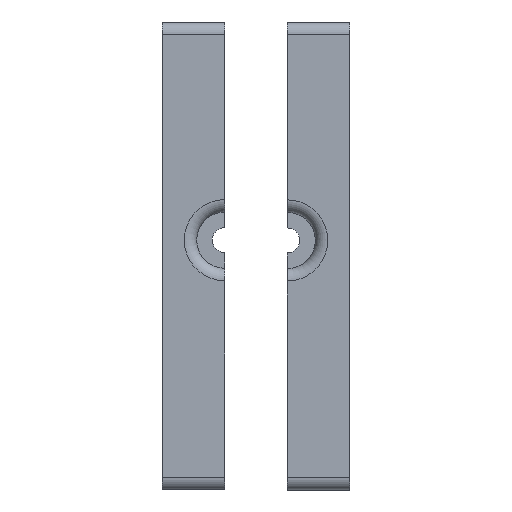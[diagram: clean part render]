
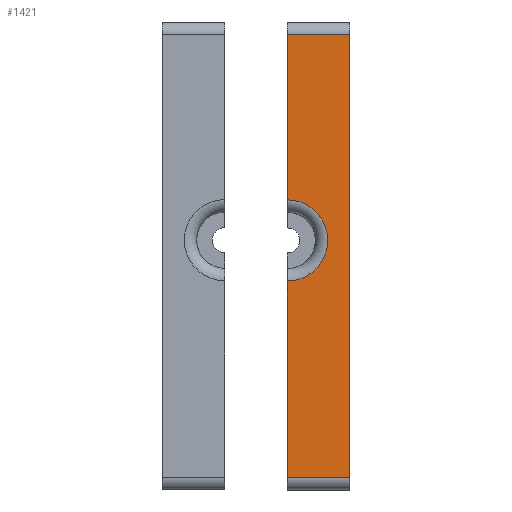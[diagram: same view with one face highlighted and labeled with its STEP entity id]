
A CAD part, left-side view. The second image highlights one B-rep face of the part: STEP entity #1421.
In plain terms, the highlighted planar face has unit normal (-1, 0, 0).
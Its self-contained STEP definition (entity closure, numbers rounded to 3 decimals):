
#77=LINE('',#2118,#221);
#79=LINE('',#2131,#223);
#80=LINE('',#2133,#224);
#81=LINE('',#2135,#225);
#82=LINE('',#2136,#226);
#221=VECTOR('',#1682,10.);
#223=VECTOR('',#1696,10.);
#224=VECTOR('',#1697,10.);
#225=VECTOR('',#1698,10.);
#226=VECTOR('',#1699,10.);
#359=PLANE('',#1525);
#406=FACE_OUTER_BOUND('',#486,.T.);
#486=EDGE_LOOP('',(#1020,#1021,#1022,#1023,#1024,#1025));
#581=CIRCLE('',#1512,3.25);
#647=VERTEX_POINT('',#2088);
#648=VERTEX_POINT('',#2090);
#660=VERTEX_POINT('',#2116);
#665=VERTEX_POINT('',#2130);
#666=VERTEX_POINT('',#2132);
#667=VERTEX_POINT('',#2134);
#787=EDGE_CURVE('',#647,#648,#581,.T.);
#801=EDGE_CURVE('',#660,#647,#77,.T.);
#807=EDGE_CURVE('',#665,#660,#79,.T.);
#808=EDGE_CURVE('',#666,#665,#80,.T.);
#809=EDGE_CURVE('',#667,#666,#81,.T.);
#810=EDGE_CURVE('',#648,#667,#82,.T.);
#1020=ORIENTED_EDGE('',*,*,#787,.F.);
#1021=ORIENTED_EDGE('',*,*,#801,.F.);
#1022=ORIENTED_EDGE('',*,*,#807,.F.);
#1023=ORIENTED_EDGE('',*,*,#808,.F.);
#1024=ORIENTED_EDGE('',*,*,#809,.F.);
#1025=ORIENTED_EDGE('',*,*,#810,.F.);
#1421=ADVANCED_FACE('',(#406),#359,.T.);
#1512=AXIS2_PLACEMENT_3D('',#2091,#1659,#1660);
#1525=AXIS2_PLACEMENT_3D('',#2129,#1694,#1695);
#1659=DIRECTION('center_axis',(-1.,0.,0.));
#1660=DIRECTION('ref_axis',(0.,-1.,0.));
#1682=DIRECTION('',(0.,0.,1.));
#1694=DIRECTION('center_axis',(-1.,0.,0.));
#1695=DIRECTION('ref_axis',(0.,0.,1.));
#1696=DIRECTION('',(0.,1.,0.));
#1697=DIRECTION('',(0.,0.,-1.));
#1698=DIRECTION('',(0.,-1.,0.));
#1699=DIRECTION('',(0.,0.,1.));
#2088=CARTESIAN_POINT('',(0.,5.,16.75));
#2090=CARTESIAN_POINT('',(0.,5.,23.25));
#2091=CARTESIAN_POINT('Origin',(0.,5.,20.));
#2116=CARTESIAN_POINT('',(0.,5.,1.));
#2118=CARTESIAN_POINT('',(0.,5.,37.5));
#2129=CARTESIAN_POINT('Origin',(0.,0.,0.));
#2130=CARTESIAN_POINT('',(0.,0.,1.));
#2131=CARTESIAN_POINT('',(0.,0.,1.));
#2132=CARTESIAN_POINT('',(0.,0.,36.5));
#2133=CARTESIAN_POINT('',(0.,0.,37.5));
#2134=CARTESIAN_POINT('',(0.,5.,36.5));
#2135=CARTESIAN_POINT('',(0.,0.,36.5));
#2136=CARTESIAN_POINT('',(0.,5.,37.5));
